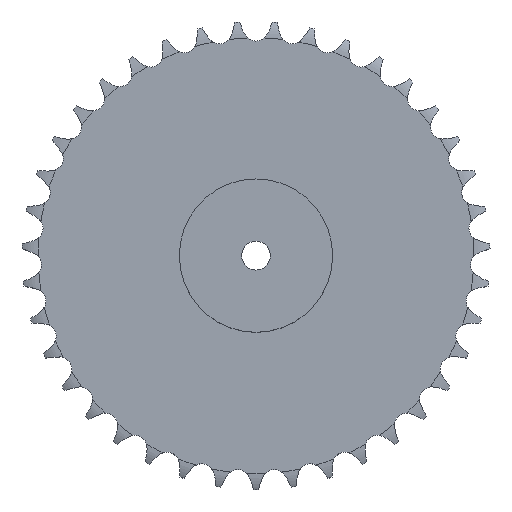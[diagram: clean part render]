
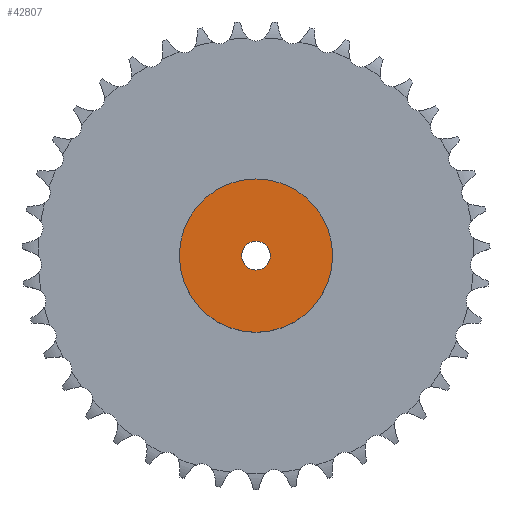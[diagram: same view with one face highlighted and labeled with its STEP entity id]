
A CAD part, top view. The second image highlights one B-rep face of the part: STEP entity #42807.
In plain terms, the highlighted planar face has unit normal (0, 0, 1).
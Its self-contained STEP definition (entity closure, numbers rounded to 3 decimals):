
#4815 = CYLINDRICAL_SURFACE('',#4816,80.);
#4816 = AXIS2_PLACEMENT_3D('',#4817,#4818,#4819);
#4817 = CARTESIAN_POINT('',(0.,0.,0.));
#4818 = DIRECTION('',(-0.,-0.,-1.));
#4819 = DIRECTION('',(1.,0.,0.));
#26884 = VERTEX_POINT('',#26885);
#26885 = CARTESIAN_POINT('',(80.,0.,60.));
#26906 = EDGE_CURVE('',#26884,#26884,#26907,.T.);
#26907 = SURFACE_CURVE('',#26908,(#26913,#26920),.PCURVE_S1.);
#26908 = CIRCLE('',#26909,80.);
#26909 = AXIS2_PLACEMENT_3D('',#26910,#26911,#26912);
#26910 = CARTESIAN_POINT('',(0.,0.,60.));
#26911 = DIRECTION('',(0.,0.,1.));
#26912 = DIRECTION('',(1.,0.,0.));
#26913 = PCURVE('',#4815,#26914);
#26914 = DEFINITIONAL_REPRESENTATION('',(#26915),#26919);
#26915 = LINE('',#26916,#26917);
#26916 = CARTESIAN_POINT('',(-0.,-60.));
#26917 = VECTOR('',#26918,1.);
#26918 = DIRECTION('',(-1.,0.));
#26919 = ( GEOMETRIC_REPRESENTATION_CONTEXT(2) 
PARAMETRIC_REPRESENTATION_CONTEXT() REPRESENTATION_CONTEXT('2D SPACE',''
  ) );
#26920 = PCURVE('',#26921,#26926);
#26921 = PLANE('',#26922);
#26922 = AXIS2_PLACEMENT_3D('',#26923,#26924,#26925);
#26923 = CARTESIAN_POINT('',(0.,0.,60.)
  );
#26924 = DIRECTION('',(0.,0.,1.));
#26925 = DIRECTION('',(1.,0.,0.));
#26926 = DEFINITIONAL_REPRESENTATION('',(#26927),#26931);
#26927 = CIRCLE('',#26928,80.);
#26928 = AXIS2_PLACEMENT_2D('',#26929,#26930);
#26929 = CARTESIAN_POINT('',(0.,0.));
#26930 = DIRECTION('',(1.,0.));
#26931 = ( GEOMETRIC_REPRESENTATION_CONTEXT(2) 
PARAMETRIC_REPRESENTATION_CONTEXT() REPRESENTATION_CONTEXT('2D SPACE',''
  ) );
#36374 = CYLINDRICAL_SURFACE('',#36375,15.);
#36375 = AXIS2_PLACEMENT_3D('',#36376,#36377,#36378);
#36376 = CARTESIAN_POINT('',(0.,0.,729.414));
#36377 = DIRECTION('',(0.,0.,1.));
#36378 = DIRECTION('',(1.,0.,0.));
#42807 = ADVANCED_FACE('',(#42808,#42811),#26921,.T.);
#42808 = FACE_BOUND('',#42809,.T.);
#42809 = EDGE_LOOP('',(#42810));
#42810 = ORIENTED_EDGE('',*,*,#26906,.T.);
#42811 = FACE_BOUND('',#42812,.T.);
#42812 = EDGE_LOOP('',(#42813));
#42813 = ORIENTED_EDGE('',*,*,#42814,.F.);
#42814 = EDGE_CURVE('',#42815,#42815,#42817,.T.);
#42815 = VERTEX_POINT('',#42816);
#42816 = CARTESIAN_POINT('',(15.,0.,60.));
#42817 = SURFACE_CURVE('',#42818,(#42823,#42830),.PCURVE_S1.);
#42818 = CIRCLE('',#42819,15.);
#42819 = AXIS2_PLACEMENT_3D('',#42820,#42821,#42822);
#42820 = CARTESIAN_POINT('',(0.,0.,60.));
#42821 = DIRECTION('',(0.,0.,1.));
#42822 = DIRECTION('',(1.,0.,0.));
#42823 = PCURVE('',#26921,#42824);
#42824 = DEFINITIONAL_REPRESENTATION('',(#42825),#42829);
#42825 = CIRCLE('',#42826,15.);
#42826 = AXIS2_PLACEMENT_2D('',#42827,#42828);
#42827 = CARTESIAN_POINT('',(0.,0.));
#42828 = DIRECTION('',(1.,0.));
#42829 = ( GEOMETRIC_REPRESENTATION_CONTEXT(2) 
PARAMETRIC_REPRESENTATION_CONTEXT() REPRESENTATION_CONTEXT('2D SPACE',''
  ) );
#42830 = PCURVE('',#36374,#42831);
#42831 = DEFINITIONAL_REPRESENTATION('',(#42832),#42836);
#42832 = LINE('',#42833,#42834);
#42833 = CARTESIAN_POINT('',(0.,-669.414));
#42834 = VECTOR('',#42835,1.);
#42835 = DIRECTION('',(1.,0.));
#42836 = ( GEOMETRIC_REPRESENTATION_CONTEXT(2) 
PARAMETRIC_REPRESENTATION_CONTEXT() REPRESENTATION_CONTEXT('2D SPACE',''
  ) );
